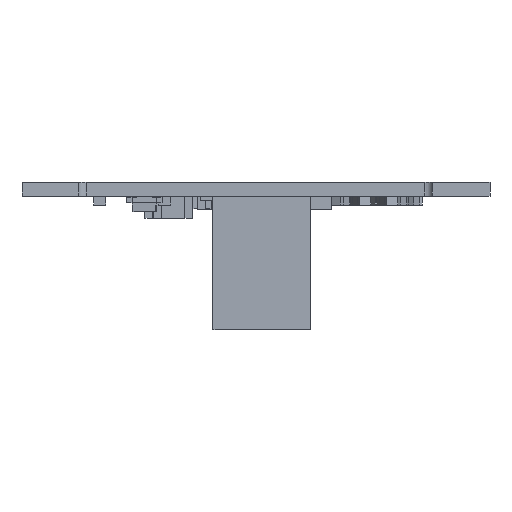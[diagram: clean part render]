
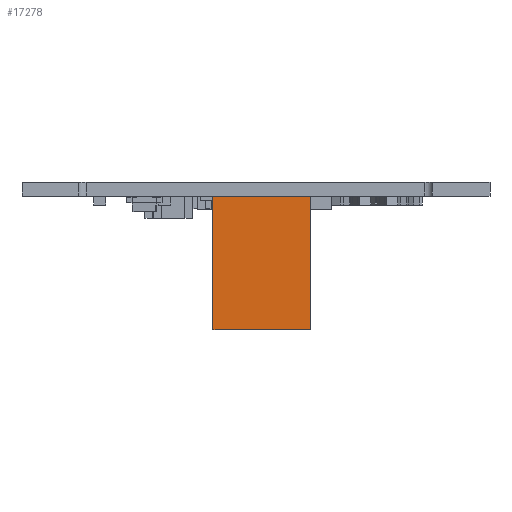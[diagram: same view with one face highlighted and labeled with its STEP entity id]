
A CAD part, front view. The second image highlights one B-rep face of the part: STEP entity #17278.
In plain terms, the highlighted planar face has unit normal (0, -1, 0).
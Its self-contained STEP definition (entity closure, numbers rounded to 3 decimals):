
#17055 = VERTEX_POINT('',#17056);
#17056 = CARTESIAN_POINT('',(8.588,3.9,
    -6.624));
#17062 = EDGE_CURVE('',#17063,#17055,#17065,.T.);
#17063 = VERTEX_POINT('',#17064);
#17064 = CARTESIAN_POINT('',(8.588,3.9,
    -0.624));
#17065 = LINE('',#17066,#17067);
#17066 = CARTESIAN_POINT('',(8.588,3.9,
    -0.624));
#17067 = VECTOR('',#17068,1.);
#17068 = DIRECTION('',(0.,0.,-1.));
#17223 = VERTEX_POINT('',#17224);
#17224 = CARTESIAN_POINT('',(12.988,3.9,
    -0.624));
#17230 = EDGE_CURVE('',#17223,#17231,#17233,.T.);
#17231 = VERTEX_POINT('',#17232);
#17232 = CARTESIAN_POINT('',(12.988,3.9,
    -6.624));
#17233 = LINE('',#17234,#17235);
#17234 = CARTESIAN_POINT('',(12.988,3.9,
    -0.624));
#17235 = VECTOR('',#17236,1.);
#17236 = DIRECTION('',(0.,0.,-1.));
#17278 = ADVANCED_FACE('',(#17279),#17295,.T.);
#17279 = FACE_BOUND('',#17280,.T.);
#17280 = EDGE_LOOP('',(#17281,#17287,#17288,#17294));
#17281 = ORIENTED_EDGE('',*,*,#17282,.T.);
#17282 = EDGE_CURVE('',#17223,#17063,#17283,.T.);
#17283 = LINE('',#17284,#17285);
#17284 = CARTESIAN_POINT('',(12.988,3.9,
    -0.624));
#17285 = VECTOR('',#17286,1.);
#17286 = DIRECTION('',(-1.,0.,0.));
#17287 = ORIENTED_EDGE('',*,*,#17062,.T.);
#17288 = ORIENTED_EDGE('',*,*,#17289,.F.);
#17289 = EDGE_CURVE('',#17231,#17055,#17290,.T.);
#17290 = LINE('',#17291,#17292);
#17291 = CARTESIAN_POINT('',(12.988,3.9,
    -6.624));
#17292 = VECTOR('',#17293,1.);
#17293 = DIRECTION('',(-1.,0.,0.));
#17294 = ORIENTED_EDGE('',*,*,#17230,.F.);
#17295 = PLANE('',#17296);
#17296 = AXIS2_PLACEMENT_3D('',#17297,#17298,#17299);
#17297 = CARTESIAN_POINT('',(12.988,3.9,
    -0.624));
#17298 = DIRECTION('',(0.,-1.,0.));
#17299 = DIRECTION('',(-1.,0.,0.));
